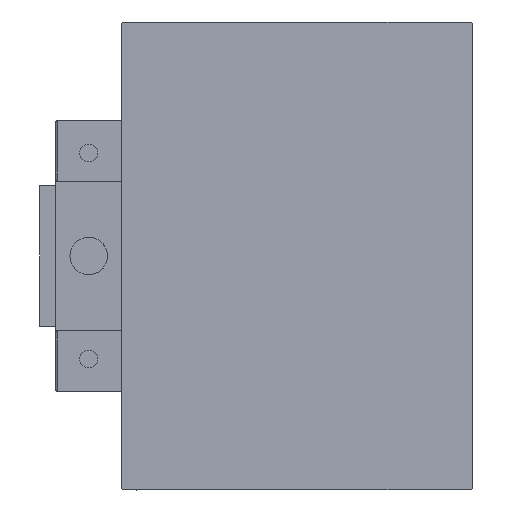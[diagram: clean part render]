
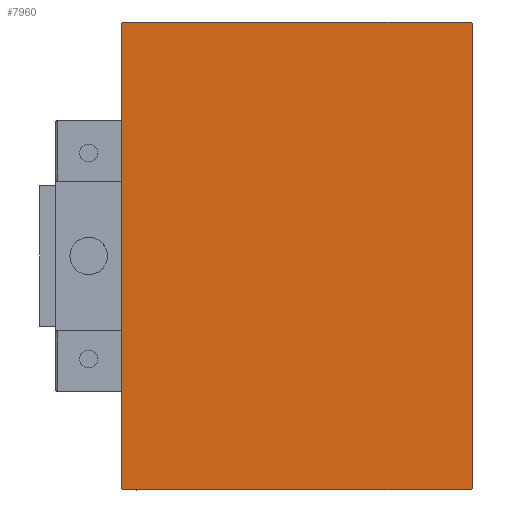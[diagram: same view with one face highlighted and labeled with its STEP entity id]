
A CAD part, left-side view. The second image highlights one B-rep face of the part: STEP entity #7960.
In plain terms, the highlighted face is planar.
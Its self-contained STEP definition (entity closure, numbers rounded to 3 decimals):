
#292 = FACE_OUTER_BOUND ( 'NONE', #10638, .T. ) ;
#803 = DIRECTION ( 'NONE',  ( 0., 0.707, 0.707 ) ) ;
#1207 = CARTESIAN_POINT ( 'NONE',  ( 130., -37.5, 50. ) ) ;
#1565 = LINE ( 'NONE', #35615, #5881 ) ;
#2534 = ORIENTED_EDGE ( 'NONE', *, *, #33843, .T. ) ;
#3269 = VECTOR ( 'NONE', #30563, 1000. ) ;
#4156 = EDGE_CURVE ( 'NONE', #6886, #31506, #26718, .T. ) ;
#4508 = VECTOR ( 'NONE', #48280, 1000. ) ;
#4636 = CARTESIAN_POINT ( 'NONE',  ( 130., 0., 0. ) ) ;
#5588 = CARTESIAN_POINT ( 'NONE',  ( 130., -37.5, -50. ) ) ;
#5881 = VECTOR ( 'NONE', #803, 1000. ) ;
#6349 = DIRECTION ( 'NONE',  ( 0., 0.707, -0.707 ) ) ;
#6886 = VERTEX_POINT ( 'NONE', #24062 ) ;
#7086 = DIRECTION ( 'NONE',  ( 0., -0.707, 0.707 ) ) ;
#7960 = ADVANCED_FACE ( 'NONE', ( #292 ), #19992, .T. ) ;
#7964 = VECTOR ( 'NONE', #41217, 1000. ) ;
#8929 = EDGE_CURVE ( 'NONE', #21569, #24339, #1565, .T. ) ;
#9638 = VECTOR ( 'NONE', #29896, 1000. ) ;
#10426 = CARTESIAN_POINT ( 'NONE',  ( 130., 43.6, 43.6 ) ) ;
#10638 = EDGE_LOOP ( 'NONE', ( #2534, #47868, #46338, #33897, #16869, #49484, #15280, #22797 ) ) ;
#15280 = ORIENTED_EDGE ( 'NONE', *, *, #50518, .T. ) ;
#16179 = VECTOR ( 'NONE', #6349, 1000. ) ;
#16346 = VERTEX_POINT ( 'NONE', #26241 ) ;
#16869 = ORIENTED_EDGE ( 'NONE', *, *, #26202, .T. ) ;
#17172 = LINE ( 'NONE', #29702, #7964 ) ;
#17359 = CARTESIAN_POINT ( 'NONE',  ( 130., -37.5, 49.7 ) ) ;
#17372 = LINE ( 'NONE', #37077, #16179 ) ;
#18117 = LINE ( 'NONE', #34244, #9638 ) ;
#19429 = VECTOR ( 'NONE', #7086, 1000. ) ;
#19992 = PLANE ( 'NONE',  #35981 ) ;
#20562 = CARTESIAN_POINT ( 'NONE',  ( 130., -37.2, -50. ) ) ;
#21212 = DIRECTION ( 'NONE',  ( 0., 1., 0. ) ) ;
#21569 = VERTEX_POINT ( 'NONE', #46641 ) ;
#22039 = VECTOR ( 'NONE', #21212, 1000. ) ;
#22797 = ORIENTED_EDGE ( 'NONE', *, *, #27255, .T. ) ;
#23479 = CARTESIAN_POINT ( 'NONE',  ( 130., 37.2, 50. ) ) ;
#24062 = CARTESIAN_POINT ( 'NONE',  ( 130., -37.2, 50. ) ) ;
#24339 = VERTEX_POINT ( 'NONE', #39491 ) ;
#25001 = LINE ( 'NONE', #1207, #4508 ) ;
#25990 = EDGE_CURVE ( 'NONE', #37810, #27449, #45476, .T. ) ;
#26202 = EDGE_CURVE ( 'NONE', #27449, #6886, #17172, .T. ) ;
#26241 = CARTESIAN_POINT ( 'NONE',  ( 130., -37.5, -49.7 ) ) ;
#26665 = EDGE_CURVE ( 'NONE', #24339, #37810, #18117, .T. ) ;
#26718 = LINE ( 'NONE', #34660, #3269 ) ;
#27255 = EDGE_CURVE ( 'NONE', #16346, #38206, #17372, .T. ) ;
#27449 = VERTEX_POINT ( 'NONE', #23479 ) ;
#29702 = CARTESIAN_POINT ( 'NONE',  ( 130., 37.5, 50. ) ) ;
#29896 = DIRECTION ( 'NONE',  ( 0., 0., 1. ) ) ;
#30563 = DIRECTION ( 'NONE',  ( 0., -0.707, -0.707 ) ) ;
#31506 = VERTEX_POINT ( 'NONE', #17359 ) ;
#33843 = EDGE_CURVE ( 'NONE', #38206, #21569, #40657, .T. ) ;
#33897 = ORIENTED_EDGE ( 'NONE', *, *, #25990, .T. ) ;
#34244 = CARTESIAN_POINT ( 'NONE',  ( 130., 37.5, -50. ) ) ;
#34660 = CARTESIAN_POINT ( 'NONE',  ( 130., -43.6, 43.6 ) ) ;
#35357 = DIRECTION ( 'NONE',  ( 1., 0., 0. ) ) ;
#35615 = CARTESIAN_POINT ( 'NONE',  ( 130., 43.6, -43.6 ) ) ;
#35981 = AXIS2_PLACEMENT_3D ( 'NONE', #4636, #35357, #43774 ) ;
#37077 = CARTESIAN_POINT ( 'NONE',  ( 130., -43.6, -43.6 ) ) ;
#37810 = VERTEX_POINT ( 'NONE', #40376 ) ;
#38206 = VERTEX_POINT ( 'NONE', #20562 ) ;
#39491 = CARTESIAN_POINT ( 'NONE',  ( 130., 37.5, -49.7 ) ) ;
#40376 = CARTESIAN_POINT ( 'NONE',  ( 130., 37.5, 49.7 ) ) ;
#40657 = LINE ( 'NONE', #5588, #22039 ) ;
#41217 = DIRECTION ( 'NONE',  ( 0., -1., 0. ) ) ;
#43774 = DIRECTION ( 'NONE',  ( 0., 0., -1. ) ) ;
#45476 = LINE ( 'NONE', #10426, #19429 ) ;
#46338 = ORIENTED_EDGE ( 'NONE', *, *, #26665, .T. ) ;
#46641 = CARTESIAN_POINT ( 'NONE',  ( 130., 37.2, -50. ) ) ;
#47868 = ORIENTED_EDGE ( 'NONE', *, *, #8929, .T. ) ;
#48280 = DIRECTION ( 'NONE',  ( 0., 0., -1. ) ) ;
#49484 = ORIENTED_EDGE ( 'NONE', *, *, #4156, .T. ) ;
#50518 = EDGE_CURVE ( 'NONE', #31506, #16346, #25001, .T. ) ;
